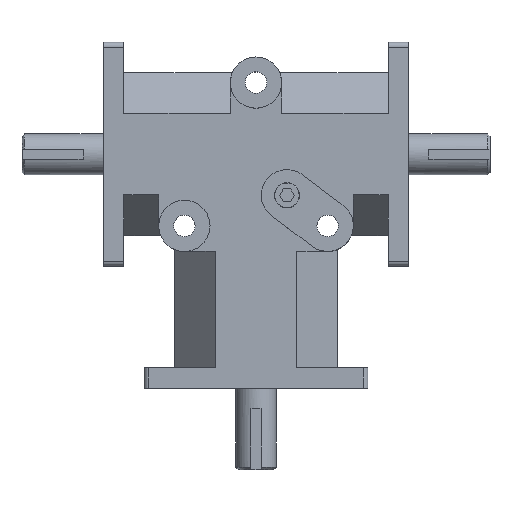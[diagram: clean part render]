
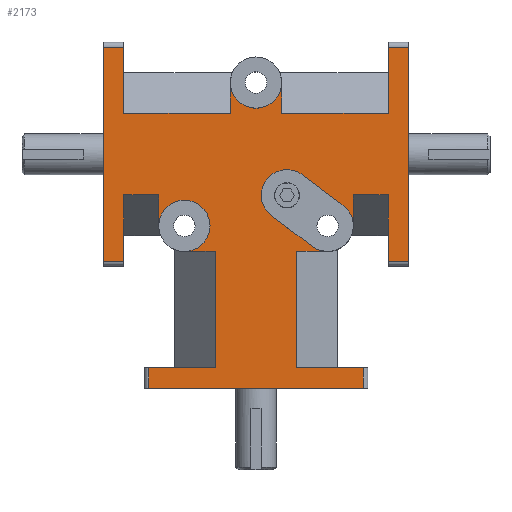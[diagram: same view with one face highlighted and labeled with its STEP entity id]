
A CAD part, top view. The second image highlights one B-rep face of the part: STEP entity #2173.
In plain terms, the highlighted planar face has unit normal (0, 0, 1).
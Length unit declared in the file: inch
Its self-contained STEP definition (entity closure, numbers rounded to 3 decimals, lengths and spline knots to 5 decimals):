
#73=CIRCLE('',#2310,0.315);
#74=CIRCLE('',#2311,0.315);
#75=CIRCLE('',#2312,0.315);
#76=CIRCLE('',#2313,0.315);
#77=CIRCLE('',#2314,0.315);
#187=VERTEX_POINT('',#3161);
#191=VERTEX_POINT('',#3168);
#192=VERTEX_POINT('',#3172);
#193=VERTEX_POINT('',#3174);
#194=VERTEX_POINT('',#3176);
#195=VERTEX_POINT('',#3178);
#196=VERTEX_POINT('',#3180);
#197=VERTEX_POINT('',#3182);
#198=VERTEX_POINT('',#3184);
#199=VERTEX_POINT('',#3186);
#200=VERTEX_POINT('',#3188);
#201=VERTEX_POINT('',#3190);
#202=VERTEX_POINT('',#3192);
#203=VERTEX_POINT('',#3194);
#204=VERTEX_POINT('',#3196);
#205=VERTEX_POINT('',#3198);
#206=VERTEX_POINT('',#3200);
#207=VERTEX_POINT('',#3202);
#208=VERTEX_POINT('',#3204);
#209=VERTEX_POINT('',#3206);
#210=VERTEX_POINT('',#3208);
#211=VERTEX_POINT('',#3210);
#212=VERTEX_POINT('',#3212);
#213=VERTEX_POINT('',#3214);
#214=VERTEX_POINT('',#3216);
#215=VERTEX_POINT('',#3218);
#216=VERTEX_POINT('',#3220);
#217=VERTEX_POINT('',#3222);
#218=VERTEX_POINT('',#3224);
#219=VERTEX_POINT('',#3226);
#220=VERTEX_POINT('',#3228);
#221=VERTEX_POINT('',#3230);
#222=VERTEX_POINT('',#3232);
#223=VERTEX_POINT('',#3234);
#419=VECTOR('',#2561,1.);
#420=VECTOR('',#2563,1.);
#421=VECTOR('',#2564,1.);
#422=VECTOR('',#2565,1.);
#423=VECTOR('',#2566,1.);
#424=VECTOR('',#2567,1.);
#425=VECTOR('',#2568,1.);
#426=VECTOR('',#2569,1.);
#427=VECTOR('',#2570,1.);
#428=VECTOR('',#2573,1.);
#429=VECTOR('',#2574,1.);
#430=VECTOR('',#2575,1.);
#431=VECTOR('',#2576,1.);
#432=VECTOR('',#2577,1.);
#433=VECTOR('',#2578,1.);
#434=VECTOR('',#2579,1.);
#435=VECTOR('',#2580,1.);
#436=VECTOR('',#2581,1.);
#437=VECTOR('',#2584,1.);
#438=VECTOR('',#2585,1.);
#439=VECTOR('',#2586,1.);
#440=VECTOR('',#2587,1.);
#441=VECTOR('',#2588,1.);
#442=VECTOR('',#2589,1.);
#443=VECTOR('',#2590,1.);
#444=VECTOR('',#2591,1.);
#445=VECTOR('',#2592,1.);
#446=VECTOR('',#2595,1.);
#447=VECTOR('',#2598,1.);
#613=LINE('',#3169,#419);
#614=LINE('',#3171,#420);
#615=LINE('',#3173,#421);
#616=LINE('',#3175,#422);
#617=LINE('',#3177,#423);
#618=LINE('',#3179,#424);
#619=LINE('',#3181,#425);
#620=LINE('',#3183,#426);
#621=LINE('',#3185,#427);
#622=LINE('',#3189,#428);
#623=LINE('',#3191,#429);
#624=LINE('',#3193,#430);
#625=LINE('',#3195,#431);
#626=LINE('',#3197,#432);
#627=LINE('',#3199,#433);
#628=LINE('',#3201,#434);
#629=LINE('',#3203,#435);
#630=LINE('',#3205,#436);
#631=LINE('',#3209,#437);
#632=LINE('',#3211,#438);
#633=LINE('',#3213,#439);
#634=LINE('',#3215,#440);
#635=LINE('',#3217,#441);
#636=LINE('',#3219,#442);
#637=LINE('',#3221,#443);
#638=LINE('',#3223,#444);
#639=LINE('',#3225,#445);
#640=LINE('',#3229,#446);
#641=LINE('',#3233,#447);
#808=EDGE_CURVE('',#187,#191,#613,.T.);
#809=EDGE_CURVE('',#187,#192,#614,.T.);
#810=EDGE_CURVE('',#191,#193,#615,.T.);
#811=EDGE_CURVE('',#194,#193,#616,.T.);
#812=EDGE_CURVE('',#195,#194,#617,.T.);
#813=EDGE_CURVE('',#196,#195,#618,.T.);
#814=EDGE_CURVE('',#197,#196,#619,.T.);
#815=EDGE_CURVE('',#197,#198,#620,.T.);
#816=EDGE_CURVE('',#198,#199,#621,.T.);
#817=EDGE_CURVE('',#199,#200,#73,.T.);
#818=EDGE_CURVE('',#201,#200,#622,.T.);
#819=EDGE_CURVE('',#201,#202,#623,.T.);
#820=EDGE_CURVE('',#202,#203,#624,.T.);
#821=EDGE_CURVE('',#204,#203,#625,.T.);
#822=EDGE_CURVE('',#205,#204,#626,.T.);
#823=EDGE_CURVE('',#206,#205,#627,.T.);
#824=EDGE_CURVE('',#207,#206,#628,.T.);
#825=EDGE_CURVE('',#207,#208,#629,.T.);
#826=EDGE_CURVE('',#208,#209,#630,.T.);
#827=EDGE_CURVE('',#209,#210,#74,.T.);
#828=EDGE_CURVE('',#211,#210,#631,.T.);
#829=EDGE_CURVE('',#211,#212,#632,.T.);
#830=EDGE_CURVE('',#213,#212,#633,.T.);
#831=EDGE_CURVE('',#214,#213,#634,.T.);
#832=EDGE_CURVE('',#215,#214,#635,.T.);
#833=EDGE_CURVE('',#216,#215,#636,.T.);
#834=EDGE_CURVE('',#217,#216,#637,.T.);
#835=EDGE_CURVE('',#217,#218,#638,.T.);
#836=EDGE_CURVE('',#219,#218,#639,.T.);
#837=EDGE_CURVE('',#219,#220,#75,.T.);
#838=EDGE_CURVE('',#220,#221,#640,.T.);
#839=EDGE_CURVE('',#221,#222,#76,.T.);
#840=EDGE_CURVE('',#222,#223,#641,.T.);
#841=EDGE_CURVE('',#223,#192,#77,.T.);
#1123=ORIENTED_EDGE('',*,*,#809,.F.);
#1124=ORIENTED_EDGE('',*,*,#808,.T.);
#1125=ORIENTED_EDGE('',*,*,#810,.T.);
#1126=ORIENTED_EDGE('',*,*,#811,.F.);
#1127=ORIENTED_EDGE('',*,*,#812,.F.);
#1128=ORIENTED_EDGE('',*,*,#813,.F.);
#1129=ORIENTED_EDGE('',*,*,#814,.F.);
#1130=ORIENTED_EDGE('',*,*,#815,.T.);
#1131=ORIENTED_EDGE('',*,*,#816,.T.);
#1132=ORIENTED_EDGE('',*,*,#817,.T.);
#1133=ORIENTED_EDGE('',*,*,#818,.F.);
#1134=ORIENTED_EDGE('',*,*,#819,.T.);
#1135=ORIENTED_EDGE('',*,*,#820,.T.);
#1136=ORIENTED_EDGE('',*,*,#821,.F.);
#1137=ORIENTED_EDGE('',*,*,#822,.F.);
#1138=ORIENTED_EDGE('',*,*,#823,.F.);
#1139=ORIENTED_EDGE('',*,*,#824,.F.);
#1140=ORIENTED_EDGE('',*,*,#825,.T.);
#1141=ORIENTED_EDGE('',*,*,#826,.T.);
#1142=ORIENTED_EDGE('',*,*,#827,.T.);
#1143=ORIENTED_EDGE('',*,*,#828,.F.);
#1144=ORIENTED_EDGE('',*,*,#829,.T.);
#1145=ORIENTED_EDGE('',*,*,#830,.F.);
#1146=ORIENTED_EDGE('',*,*,#831,.F.);
#1147=ORIENTED_EDGE('',*,*,#832,.F.);
#1148=ORIENTED_EDGE('',*,*,#833,.F.);
#1149=ORIENTED_EDGE('',*,*,#834,.F.);
#1150=ORIENTED_EDGE('',*,*,#835,.T.);
#1151=ORIENTED_EDGE('',*,*,#836,.F.);
#1152=ORIENTED_EDGE('',*,*,#837,.T.);
#1153=ORIENTED_EDGE('',*,*,#838,.T.);
#1154=ORIENTED_EDGE('',*,*,#839,.T.);
#1155=ORIENTED_EDGE('',*,*,#840,.T.);
#1156=ORIENTED_EDGE('',*,*,#841,.T.);
#1747=EDGE_LOOP('',(#1123,#1124,#1125,#1126,#1127,#1128,#1129,#1130,#1131,
#1132,#1133,#1134,#1135,#1136,#1137,#1138,#1139,#1140,#1141,#1142,#1143,
#1144,#1145,#1146,#1147,#1148,#1149,#1150,#1151,#1152,#1153,#1154,#1155,
#1156));
#1960=FACE_BOUND('',#1747,.T.);
#2173=ADVANCED_FACE('',(#1960),#3849,.T.);
#2309=AXIS2_PLACEMENT_3D('',#3170,#2562,$);
#2310=AXIS2_PLACEMENT_3D('',#3187,#2571,#2572);
#2311=AXIS2_PLACEMENT_3D('',#3207,#2582,#2583);
#2312=AXIS2_PLACEMENT_3D('',#3227,#2593,#2594);
#2313=AXIS2_PLACEMENT_3D('',#3231,#2596,#2597);
#2314=AXIS2_PLACEMENT_3D('',#3235,#2599,#2600);
#2561=DIRECTION('',(1.,0.,0.));
#2562=DIRECTION('',(0.,0.,1.));
#2563=DIRECTION('',(0.,-1.,0.));
#2564=DIRECTION('',(0.,-1.,0.));
#2565=DIRECTION('',(-1.,0.,0.));
#2566=DIRECTION('',(0.,-1.,0.));
#2567=DIRECTION('',(1.,0.,0.));
#2568=DIRECTION('',(0.,1.,0.));
#2569=DIRECTION('',(-1.,0.,0.));
#2570=DIRECTION('',(0.,1.,0.));
#2571=DIRECTION('',(0.,0.,-1.));
#2572=DIRECTION('',(0.315,0.,0.));
#2573=DIRECTION('',(0.,1.,0.));
#2574=DIRECTION('',(-1.,0.,0.));
#2575=DIRECTION('',(0.,1.,0.));
#2576=DIRECTION('',(1.,0.,0.));
#2577=DIRECTION('',(0.,1.,0.));
#2578=DIRECTION('',(-1.,0.,0.));
#2579=DIRECTION('',(0.,-1.,0.));
#2580=DIRECTION('',(1.,0.,0.));
#2581=DIRECTION('',(0.,-1.,0.));
#2582=DIRECTION('',(0.,0.,-1.));
#2583=DIRECTION('',(0.315,0.,0.));
#2584=DIRECTION('',(-1.,0.,0.));
#2585=DIRECTION('',(0.,-1.,0.));
#2586=DIRECTION('',(1.,0.,0.));
#2587=DIRECTION('',(0.,1.,0.));
#2588=DIRECTION('',(-1.,0.,0.));
#2589=DIRECTION('',(0.,-1.,0.));
#2590=DIRECTION('',(1.,0.,0.));
#2591=DIRECTION('',(0.,1.,0.));
#2592=DIRECTION('',(-1.,0.,0.));
#2593=DIRECTION('',(0.,0.,-1.));
#2594=DIRECTION('',(0.315,0.,0.));
#2595=DIRECTION('',(-0.8,0.6,0.));
#2596=DIRECTION('',(0.,0.,-1.));
#2597=DIRECTION('',(0.315,0.,0.));
#2598=DIRECTION('',(0.8,-0.6,0.));
#2599=DIRECTION('',(0.,0.,-1.));
#2600=DIRECTION('',(0.315,0.,0.));
#3161=CARTESIAN_POINT('',(1.195,2.375,0.815));
#3168=CARTESIAN_POINT('',(1.625,2.375,0.815));
#3169=CARTESIAN_POINT('',(-0.8125,2.375,0.815));
#3170=CARTESIAN_POINT('',(0.,2.11143,0.815));
#3171=CARTESIAN_POINT('',(1.195,1.995,0.815));
#3172=CARTESIAN_POINT('',(1.195,1.995,0.815));
#3173=CARTESIAN_POINT('',(1.625,1.80572,0.815));
#3174=CARTESIAN_POINT('',(1.625,1.56,0.815));
#3175=CARTESIAN_POINT('',(0.8125,1.56,0.815));
#3176=CARTESIAN_POINT('',(1.875,1.56,0.815));
#3177=CARTESIAN_POINT('',(1.875,4.25,0.815));
#3178=CARTESIAN_POINT('',(1.875,4.19,0.815));
#3179=CARTESIAN_POINT('',(0.9375,4.19,0.815));
#3180=CARTESIAN_POINT('',(1.625,4.19,0.815));
#3181=CARTESIAN_POINT('',(1.625,3.875,0.815));
#3182=CARTESIAN_POINT('',(1.625,3.375,0.815));
#3183=CARTESIAN_POINT('',(-0.8125,3.375,0.815));
#3184=CARTESIAN_POINT('',(0.315,3.375,0.815));
#3185=CARTESIAN_POINT('',(0.315,2.64567,0.815));
#3186=CARTESIAN_POINT('',(0.315,3.755,0.815));
#3187=CARTESIAN_POINT('',(0.,3.755,0.815));
#3188=CARTESIAN_POINT('',(-0.315,3.755,0.815));
#3189=CARTESIAN_POINT('',(-0.315,3.755,0.815));
#3190=CARTESIAN_POINT('',(-0.315,3.375,0.815));
#3191=CARTESIAN_POINT('',(0.8125,3.375,0.815));
#3192=CARTESIAN_POINT('',(-1.625,3.375,0.815));
#3193=CARTESIAN_POINT('',(-1.625,2.99322,0.815));
#3194=CARTESIAN_POINT('',(-1.625,4.19,0.815));
#3195=CARTESIAN_POINT('',(-0.8125,4.19,0.815));
#3196=CARTESIAN_POINT('',(-1.875,4.19,0.815));
#3197=CARTESIAN_POINT('',(-1.875,4.25,0.815));
#3198=CARTESIAN_POINT('',(-1.875,1.56,0.815));
#3199=CARTESIAN_POINT('',(-0.9375,1.56,0.815));
#3200=CARTESIAN_POINT('',(-1.625,1.56,0.815));
#3201=CARTESIAN_POINT('',(-1.625,1.875,0.815));
#3202=CARTESIAN_POINT('',(-1.625,2.375,0.815));
#3203=CARTESIAN_POINT('',(0.8125,2.375,0.815));
#3204=CARTESIAN_POINT('',(-1.195,2.375,0.815));
#3205=CARTESIAN_POINT('',(-1.195,2.05322,0.815));
#3206=CARTESIAN_POINT('',(-1.195,1.995,0.815));
#3207=CARTESIAN_POINT('',(-0.88,1.995,0.815));
#3208=CARTESIAN_POINT('',(-0.88,1.68,0.815));
#3209=CARTESIAN_POINT('',(-0.88,1.68,0.815));
#3210=CARTESIAN_POINT('',(-0.5,1.68,0.815));
#3211=CARTESIAN_POINT('',(-0.5,1.18072,0.815));
#3212=CARTESIAN_POINT('',(-0.5,0.25,0.815));
#3213=CARTESIAN_POINT('',(-0.5,0.25,0.815));
#3214=CARTESIAN_POINT('',(-1.315,0.25,0.815));
#3215=CARTESIAN_POINT('',(-1.315,1.18072,0.815));
#3216=CARTESIAN_POINT('',(-1.315,0.,0.815));
#3217=CARTESIAN_POINT('',(1.375,0.,0.815));
#3218=CARTESIAN_POINT('',(1.315,0.,0.815));
#3219=CARTESIAN_POINT('',(1.315,1.05572,0.815));
#3220=CARTESIAN_POINT('',(1.315,0.25,0.815));
#3221=CARTESIAN_POINT('',(1.375,0.25,0.815));
#3222=CARTESIAN_POINT('',(0.5,0.25,0.815));
#3223=CARTESIAN_POINT('',(0.5,1.18072,0.815));
#3224=CARTESIAN_POINT('',(0.5,1.68,0.815));
#3225=CARTESIAN_POINT('',(-0.88,1.68,0.815));
#3226=CARTESIAN_POINT('',(0.88,1.68,0.815));
#3227=CARTESIAN_POINT('',(0.88,1.995,0.815));
#3228=CARTESIAN_POINT('',(0.691,1.743,0.815));
#3229=CARTESIAN_POINT('',(0.38266,1.97426,0.815));
#3230=CARTESIAN_POINT('',(0.191,2.118,0.815));
#3231=CARTESIAN_POINT('',(0.38,2.37,0.815));
#3232=CARTESIAN_POINT('',(0.569,2.622,0.815));
#3233=CARTESIAN_POINT('',(0.51066,2.66576,0.815));
#3234=CARTESIAN_POINT('',(1.069,2.247,0.815));
#3235=CARTESIAN_POINT('',(0.88,1.995,0.815));
#3849=PLANE('',#2309);
